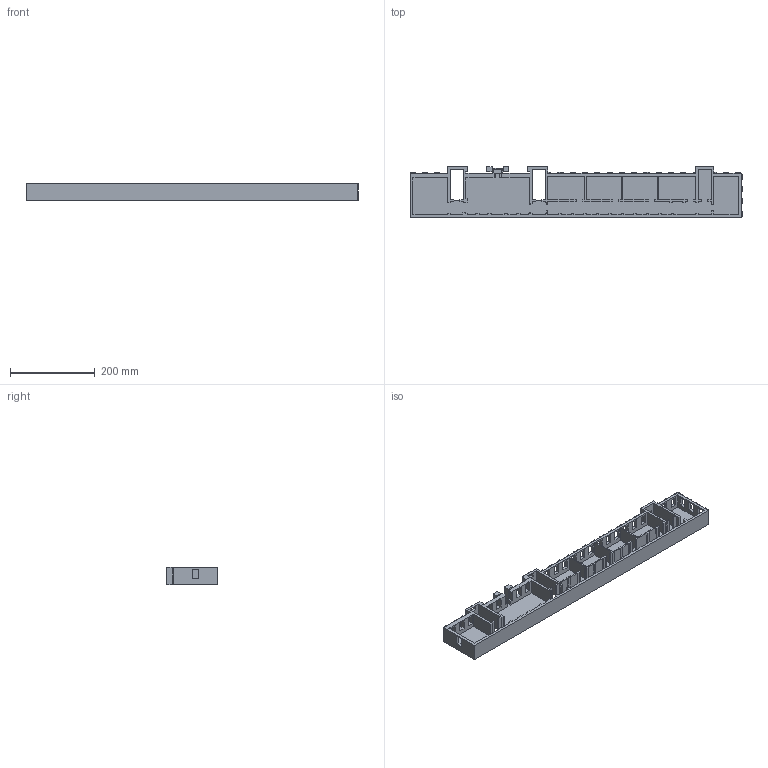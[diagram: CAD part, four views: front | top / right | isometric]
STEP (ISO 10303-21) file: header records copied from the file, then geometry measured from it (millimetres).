
FILE_DESCRIPTION(('STEP AP203'), '1');
FILE_NAME('Êîëëåäæ 2 ðàçðåçàííûé', '2025-12-01T14:40:25', ('Polina'), (''), 'C3D Converter', 'C3D Toolkit', '');
FILE_SCHEMA(('CONFIG_CONTROL_DESIGN'));
Length unit declared in the file: millimetre
Bounding box: 784.1 x 119.8 x 40.5 mm (x, y, z)
Volume: 993141.1 mm3; surface area: 377893.4 mm2
Topology: 1 solids, 1 shells, 552 faces, 1691 edges, 1123 vertices
Faces by surface type: plane 545, cylinder 7
Entity records: 18673 total; most frequent: ORIENTED_EDGE 3382, CARTESIAN_POINT 3367, DIRECTION 2819, EDGE_CURVE 1691, LINE 1669, VECTOR 1669, VERTEX_POINT 1123, FACE_BOUND 604
